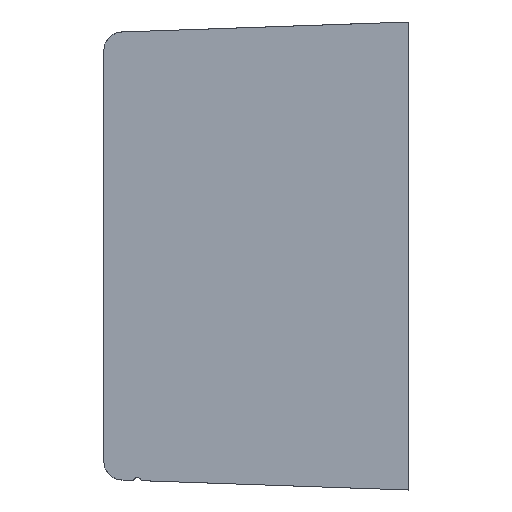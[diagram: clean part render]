
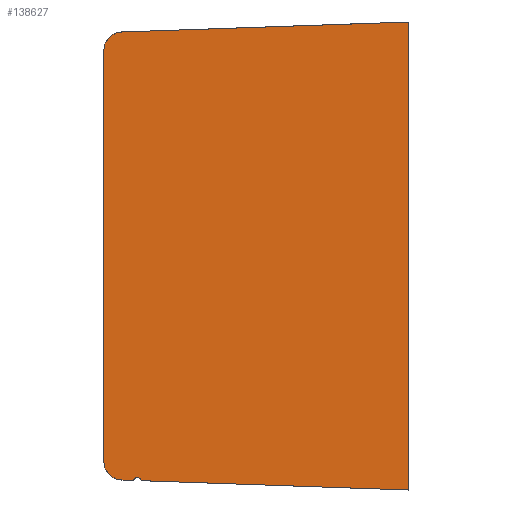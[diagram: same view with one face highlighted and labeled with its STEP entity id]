
A CAD part, left-side view. The second image highlights one B-rep face of the part: STEP entity #138627.
In plain terms, the highlighted planar face has unit normal (-1, 0, 0).
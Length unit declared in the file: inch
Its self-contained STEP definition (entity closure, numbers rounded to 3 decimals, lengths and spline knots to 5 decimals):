
#406 = CARTESIAN_POINT ( 'NONE',  ( -0.9935, 3.05, 2.19337 ) ) ;
#4694 = DIRECTION ( 'NONE',  ( 0., 0., -1. ) ) ;
#4767 = CARTESIAN_POINT ( 'NONE',  ( -0.9935, 3.05698, 2.39325 ) ) ;
#10826 = ORIENTED_EDGE ( 'NONE', *, *, #66549, .T. ) ;
#11943 = AXIS2_PLACEMENT_3D ( 'NONE', #116228, #36776, #129586 ) ;
#13047 = LINE ( 'NONE', #97409, #48106 ) ;
#13734 = DIRECTION ( 'NONE',  ( 0., 1., 0. ) ) ;
#16152 = LINE ( 'NONE', #41991, #82444 ) ;
#17362 = EDGE_CURVE ( 'NONE', #148652, #137847, #67353, .T. ) ;
#26964 = VERTEX_POINT ( 'NONE', #4767 ) ;
#29159 = AXIS2_PLACEMENT_3D ( 'NONE', #153321, #73912, #166661 ) ;
#31160 = CARTESIAN_POINT ( 'NONE',  ( -0.9935, 3.42043, -2.38056 ) ) ;
#34418 = VERTEX_POINT ( 'NONE', #162927 ) ;
#35932 = AXIS2_PLACEMENT_3D ( 'NONE', #406, #93109, #13734 ) ;
#36323 = EDGE_CURVE ( 'NONE', #26964, #65242, #16152, .T. ) ;
#36776 = DIRECTION ( 'NONE',  ( -1., 0., 0. ) ) ;
#40039 = CIRCLE ( 'NONE', #11943, 0.2 ) ;
#41991 = CARTESIAN_POINT ( 'NONE',  ( -0.9935, 3.24604, 2.38665 ) ) ;
#46898 = AXIS2_PLACEMENT_3D ( 'NONE', #63493, #156277, #76867 ) ;
#47365 = EDGE_LOOP ( 'NONE', ( #133776, #147010, #136020, #167544, #110862, #10826, #55518, #117734 ) ) ;
#48106 = VECTOR ( 'NONE', #4694, 39.37008 ) ;
#55518 = ORIENTED_EDGE ( 'NONE', *, *, #116070, .T. ) ;
#59123 = EDGE_CURVE ( 'NONE', #26964, #121485, #67406, .T. ) ;
#63493 = CARTESIAN_POINT ( 'NONE',  ( -0.9935, 3.25, 2.5 ) ) ;
#65242 = VERTEX_POINT ( 'NONE', #67037 ) ;
#66113 = DIRECTION ( 'NONE',  ( 0., -0.999, -0.035 ) ) ;
#66549 = EDGE_CURVE ( 'NONE', #147292, #70111, #40039, .T. ) ;
#67037 = CARTESIAN_POINT ( 'NONE',  ( -0.9935, 0., 2.5 ) ) ;
#67353 = LINE ( 'NONE', #145592, #98555 ) ;
#67406 = CIRCLE ( 'NONE', #35932, 0.2 ) ;
#68168 = CARTESIAN_POINT ( 'NONE',  ( -0.9935, 3.25, -2.19337 ) ) ;
#70111 = VERTEX_POINT ( 'NONE', #116790 ) ;
#71389 = FACE_OUTER_BOUND ( 'NONE', #47365, .T. ) ;
#73408 = VECTOR ( 'NONE', #161566, 39.37008 ) ;
#73912 = DIRECTION ( 'NONE',  ( -1., 0., 0. ) ) ;
#76867 = DIRECTION ( 'NONE',  ( 0., 1., 0. ) ) ;
#82444 = VECTOR ( 'NONE', #94298, 39.37008 ) ;
#89664 = PLANE ( 'NONE',  #46898 ) ;
#92875 = CARTESIAN_POINT ( 'NONE',  ( -0.9935, 0., -2.5 ) ) ;
#93109 = DIRECTION ( 'NONE',  ( -1., 0., 0. ) ) ;
#94298 = DIRECTION ( 'NONE',  ( 0., -0.999, 0.035 ) ) ;
#97409 = CARTESIAN_POINT ( 'NONE',  ( -0.9935, 0., 2.5 ) ) ;
#98420 = EDGE_CURVE ( 'NONE', #121485, #147292, #143955, .T. ) ;
#98555 = VECTOR ( 'NONE', #66113, 39.37008 ) ;
#110862 = ORIENTED_EDGE ( 'NONE', *, *, #98420, .T. ) ;
#116070 = EDGE_CURVE ( 'NONE', #70111, #34418, #124970, .T. ) ;
#116228 = CARTESIAN_POINT ( 'NONE',  ( -0.9935, 3.05, -2.19337 ) ) ;
#116790 = CARTESIAN_POINT ( 'NONE',  ( -0.9935, 3.05698, -2.39325 ) ) ;
#117734 = ORIENTED_EDGE ( 'NONE', *, *, #144859, .F. ) ;
#121012 = CARTESIAN_POINT ( 'NONE',  ( -0.9935, 3.25, 2.5 ) ) ;
#121485 = VERTEX_POINT ( 'NONE', #142475 ) ;
#124970 = LINE ( 'NONE', #31160, #156069 ) ;
#129586 = DIRECTION ( 'NONE',  ( 0., 1., 0. ) ) ;
#133776 = ORIENTED_EDGE ( 'NONE', *, *, #17362, .T. ) ;
#135653 = EDGE_CURVE ( 'NONE', #65242, #137847, #13047, .T. ) ;
#136020 = ORIENTED_EDGE ( 'NONE', *, *, #36323, .F. ) ;
#137322 = DIRECTION ( 'NONE',  ( 0., -0.999, -0.035 ) ) ;
#137847 = VERTEX_POINT ( 'NONE', #92875 ) ;
#138627 = ADVANCED_FACE ( 'NONE', ( #71389 ), #89664, .F. ) ;
#142460 = CARTESIAN_POINT ( 'NONE',  ( -0.9935, 2.84799, -2.40055 ) ) ;
#142475 = CARTESIAN_POINT ( 'NONE',  ( -0.9935, 3.25, 2.19337 ) ) ;
#143955 = LINE ( 'NONE', #121012, #73408 ) ;
#144859 = EDGE_CURVE ( 'NONE', #148652, #34418, #151894, .T. ) ;
#145592 = CARTESIAN_POINT ( 'NONE',  ( -0.9935, 3.42043, -2.38056 ) ) ;
#147010 = ORIENTED_EDGE ( 'NONE', *, *, #135653, .F. ) ;
#147292 = VERTEX_POINT ( 'NONE', #68168 ) ;
#148652 = VERTEX_POINT ( 'NONE', #142460 ) ;
#151894 = CIRCLE ( 'NONE', #29159, 0.045 ) ;
#153321 = CARTESIAN_POINT ( 'NONE',  ( -0.9935, 2.89106, -2.41359 ) ) ;
#156069 = VECTOR ( 'NONE', #137322, 39.37008 ) ;
#156277 = DIRECTION ( 'NONE',  ( 1., 0., 0. ) ) ;
#161566 = DIRECTION ( 'NONE',  ( 0., 0., -1. ) ) ;
#162927 = CARTESIAN_POINT ( 'NONE',  ( -0.9935, 2.93311, -2.39757 ) ) ;
#166661 = DIRECTION ( 'NONE',  ( 0., -1., 0. ) ) ;
#167544 = ORIENTED_EDGE ( 'NONE', *, *, #59123, .T. ) ;
